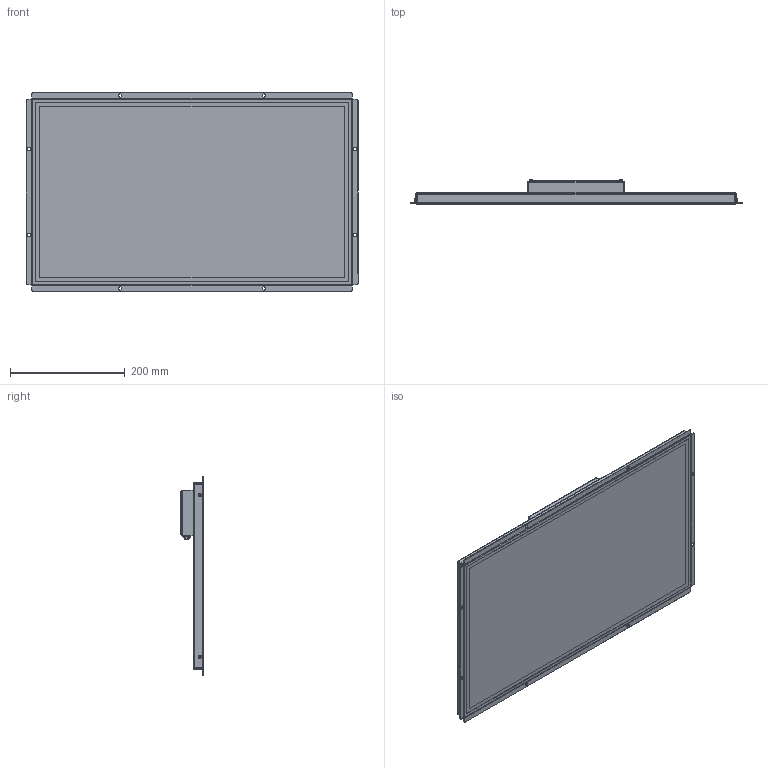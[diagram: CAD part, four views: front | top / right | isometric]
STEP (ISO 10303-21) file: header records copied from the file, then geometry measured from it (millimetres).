
FILE_DESCRIPTION(/* description */ ('TFT 24,0 Zoll 16_9 Rev.1.0'),/* implementation_level */ '2;1');
FILE_NAME(/* name */ '20000145 TFT 24,0 Zoll 16_9 Rev.1.0.stp',/* time_stamp */ '2019-07-18T13:11:05+02:00',/* author */ ('Inventor2'),/* organization */ (''),/* preprocessor_version */ 'ST-DEVELOPER v17.2',/* originating_system */ 'Autodesk Inventor 2019',/* authorisation */ '');
FILE_SCHEMA (('AUTOMOTIVE_DESIGN { 1 0 10303 214 3 1 1 }'));
Products named in the file (14): 20000145; 00003384; 00003385; 00003386; 00003387; 00003396; 00003236; 00000010; ANSI B18.3.4M - M3 x 0.5 x 4; 40000008; ANSI B18.3.4M - M3 x 0.5 x 5; 00000027; 00003224; ANSI B18.3.4M - M3 x 0.5 x 8
Assembly tree (28 placements, depth 2):
  20000145
    00003384
    00003385
    00003386
    00003387
    00003224  x8
    00003396
    00003236
    00000010
    ANSI B18.3.4M - M3 x 0.5 x 5  x5
    ANSI B18.3.4M - M3 x 0.5 x 4  x4
    40000008
    ANSI B18.3.4M - M3 x 0.5 x 8  x2
    00000027
Bounding box: 578 x 41.65 x 346 mm (x, y, z)
Volume: 3342620 mm3; surface area: 935444.2 mm2
Topology: 73 solids, 73 shells, 2077 faces, 5300 edges, 3528 vertices
Faces by surface type: plane 1258, cylinder 510, bspline 147, cone 98, torus 55, sphere 9
Full cylindrical faces by diameter (mm): 0.5 x48, 0.8 x15, 1 x2, 1.5 x1, 2.459 x17, 2.5 x2, 2.8 x2, 2.9 x1, 3 x14, 3.2 x10, 3.3 x2, 3.5 x6, 4.5 x2, 5.41 x9, 5.42 x9, 5.7 x11, 6 x9, 8 x2
Entity records: 61032 total; most frequent: CARTESIAN_POINT 13258, ORIENTED_EDGE 9514, DIRECTION 9327, EDGE_CURVE 4757, VERTEX_POINT 3170, LINE 3153, VECTOR 3153, AXIS2_PLACEMENT_3D 3087
